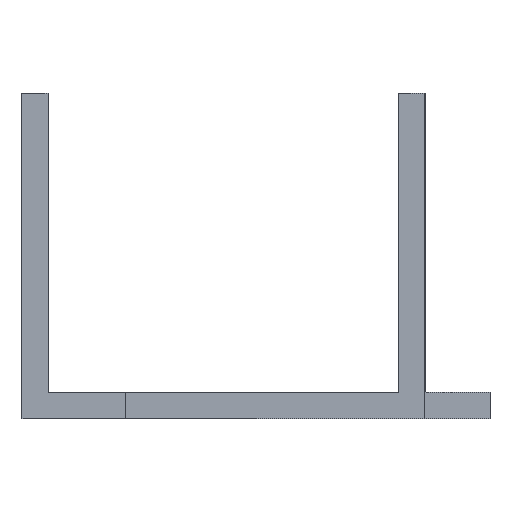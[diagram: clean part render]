
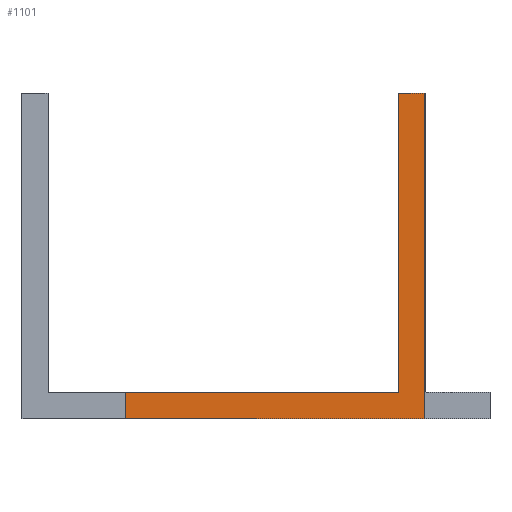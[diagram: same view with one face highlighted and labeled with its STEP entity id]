
A CAD part, left-side view. The second image highlights one B-rep face of the part: STEP entity #1101.
In plain terms, the highlighted planar face has unit normal (-1, 0, 0).
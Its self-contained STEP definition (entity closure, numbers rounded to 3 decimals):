
#40 = CARTESIAN_POINT ( 'NONE',  ( 0., -21., 25. ) ) ;
#54 = LINE ( 'NONE', #40, #421 ) ;
#71 = EDGE_CURVE ( 'NONE', #908, #822, #1107, .T. ) ;
#113 = DIRECTION ( 'NONE',  ( 0., 0., -1. ) ) ;
#167 = VECTOR ( 'NONE', #3195, 1000. ) ;
#210 = LINE ( 'NONE', #2692, #2491 ) ;
#250 = EDGE_LOOP ( 'NONE', ( #1251, #2746, #1230, #2188, #2554, #1347 ) ) ;
#322 = EDGE_CURVE ( 'NONE', #822, #1930, #210, .T. ) ;
#333 = AXIS2_PLACEMENT_3D ( 'NONE', #356, #2360, #113 ) ;
#356 = CARTESIAN_POINT ( 'NONE',  ( 0., -21., 2. ) ) ;
#362 = DIRECTION ( 'NONE',  ( 0., 0., 1. ) ) ;
#401 = CARTESIAN_POINT ( 'NONE',  ( 0., -23., 0. ) ) ;
#421 = VECTOR ( 'NONE', #2315, 1000. ) ;
#449 = DIRECTION ( 'NONE',  ( 0., -1., 0. ) ) ;
#571 = CARTESIAN_POINT ( 'NONE',  ( 0., 0., 2. ) ) ;
#671 = DIRECTION ( 'NONE',  ( 0., 0., 1. ) ) ;
#732 = CARTESIAN_POINT ( 'NONE',  ( 0., -21., 2. ) ) ;
#822 = VERTEX_POINT ( 'NONE', #1781 ) ;
#908 = VERTEX_POINT ( 'NONE', #571 ) ;
#911 = LINE ( 'NONE', #1141, #2591 ) ;
#990 = VERTEX_POINT ( 'NONE', #1349 ) ;
#1101 = ADVANCED_FACE ( 'NONE', ( #2840 ), #1597, .F. ) ;
#1107 = LINE ( 'NONE', #2670, #1586 ) ;
#1141 = CARTESIAN_POINT ( 'NONE',  ( 0., -21., 0. ) ) ;
#1155 = LINE ( 'NONE', #401, #2327 ) ;
#1158 = EDGE_CURVE ( 'NONE', #1930, #1431, #1155, .T. ) ;
#1230 = ORIENTED_EDGE ( 'NONE', *, *, #1403, .F. ) ;
#1251 = ORIENTED_EDGE ( 'NONE', *, *, #322, .T. ) ;
#1347 = ORIENTED_EDGE ( 'NONE', *, *, #71, .T. ) ;
#1349 = CARTESIAN_POINT ( 'NONE',  ( 0., -21., 25. ) ) ;
#1379 = EDGE_CURVE ( 'NONE', #908, #1771, #1741, .T. ) ;
#1403 = EDGE_CURVE ( 'NONE', #990, #1431, #54, .T. ) ;
#1431 = VERTEX_POINT ( 'NONE', #2011 ) ;
#1586 = VECTOR ( 'NONE', #2929, 1000. ) ;
#1597 = PLANE ( 'NONE',  #333 ) ;
#1741 = LINE ( 'NONE', #2466, #167 ) ;
#1771 = VERTEX_POINT ( 'NONE', #732 ) ;
#1781 = CARTESIAN_POINT ( 'NONE',  ( 0., 0., 0. ) ) ;
#1930 = VERTEX_POINT ( 'NONE', #2780 ) ;
#2011 = CARTESIAN_POINT ( 'NONE',  ( 0., -23., 25. ) ) ;
#2188 = ORIENTED_EDGE ( 'NONE', *, *, #2234, .F. ) ;
#2234 = EDGE_CURVE ( 'NONE', #1771, #990, #911, .T. ) ;
#2315 = DIRECTION ( 'NONE',  ( 0., -1., 0. ) ) ;
#2327 = VECTOR ( 'NONE', #362, 1000. ) ;
#2360 = DIRECTION ( 'NONE',  ( 1., 0., 0. ) ) ;
#2466 = CARTESIAN_POINT ( 'NONE',  ( 0., -21., 2. ) ) ;
#2491 = VECTOR ( 'NONE', #449, 1000. ) ;
#2554 = ORIENTED_EDGE ( 'NONE', *, *, #1379, .F. ) ;
#2591 = VECTOR ( 'NONE', #671, 1000. ) ;
#2670 = CARTESIAN_POINT ( 'NONE',  ( 0., 0., 2. ) ) ;
#2692 = CARTESIAN_POINT ( 'NONE',  ( 0., -21., 0. ) ) ;
#2746 = ORIENTED_EDGE ( 'NONE', *, *, #1158, .T. ) ;
#2780 = CARTESIAN_POINT ( 'NONE',  ( 0., -23., 0. ) ) ;
#2840 = FACE_OUTER_BOUND ( 'NONE', #250, .T. ) ;
#2929 = DIRECTION ( 'NONE',  ( 0., 0., -1. ) ) ;
#3195 = DIRECTION ( 'NONE',  ( 0., -1., 0. ) ) ;
